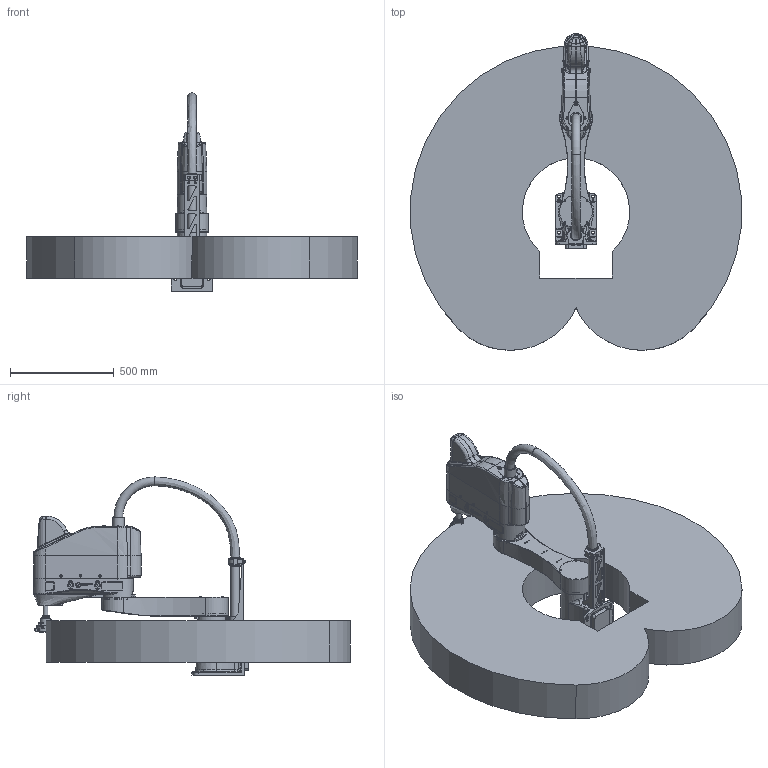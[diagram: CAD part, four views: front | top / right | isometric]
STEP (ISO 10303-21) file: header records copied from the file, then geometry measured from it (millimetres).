
FILE_DESCRIPTION(/* description */ ('Norm.iam Teamplte'),/* implementation_level */ '2;1');
FILE_NAME(/* name */ '3D-model_AT_00024-ATS.stp',/* time_stamp */ '2025-02-14T11:29:05+01:00',/* author */ ('josha-tim.penalver'),/* organization */ (''),/* preprocessor_version */ 'ST-DEVELOPER v19.2',/* originating_system */ 'Autodesk Inventor 2023',/* authorisation */ '');
FILE_SCHEMA (('AUTOMOTIVE_DESIGN { 1 0 10303 214 3 1 1 }'));
Products named in the file (9): AT_00024-ATS_DUMMY sCara4-800-6kg; MT_WST00114855 Dummy Grundgestell; MT_WST00110993 Dummy Schwinge; MT_WST00118939; MT_WST00111608 Kabelbaum; MT_WST00109288 Dummy Handachse; MT_WST00068450MT_WST; MT_WST00068449MT_WST; MT_WST00110980 Arbeitsbereich
Assembly tree (10 placements, depth 2):
  AT_00024-ATS_DUMMY sCara4-800-6kg
    MT_WST00114855 Dummy Grundgestell
    MT_WST00110993 Dummy Schwinge
    MT_WST00118939
    MT_WST00111608 Kabelbaum
    MT_WST00109288 Dummy Handachse
    MT_WST00068450MT_WST  x2
    MT_WST00068449MT_WST  x2
    MT_WST00110980 Arbeitsbereich
Bounding box: 1593.91 x 1525.65 x 955 mm (x, y, z)
Volume: 363514677.6 mm3; surface area: 6571765 mm2
Topology: 12 solids, 14 shells, 2486 faces, 6095 edges, 3816 vertices
Faces by surface type: plane 979, cylinder 817, bspline 324, cone 248, torus 99, sphere 19
Full cylindrical faces by diameter (mm): 3 x1, 3.242 x56, 3.8 x2, 4 x14, 4.134 x14, 4.917 x13, 5 x1, 6 x11, 6.5 x4, 6.6 x2, 7.4 x4, 7.6 x8, 8 x2, 8.5 x16, 8.566 x4, 9 x6, 9.5 x8, 10 x12, 10.1 x2, 10.4 x2, 11 x8, 11.6 x11, 11.8 x8, 12 x2, 12.4 x8, 13 x8, 13.5 x8, 14 x1, 16 x1, 17 x1
Entity records: 92938 total; most frequent: CARTESIAN_POINT 34135, ORIENTED_EDGE 11678, DIRECTION 11528, EDGE_CURVE 5839, AXIS2_PLACEMENT_3D 4408, VERTEX_POINT 3713, EDGE_LOOP 2788, LINE 2712
